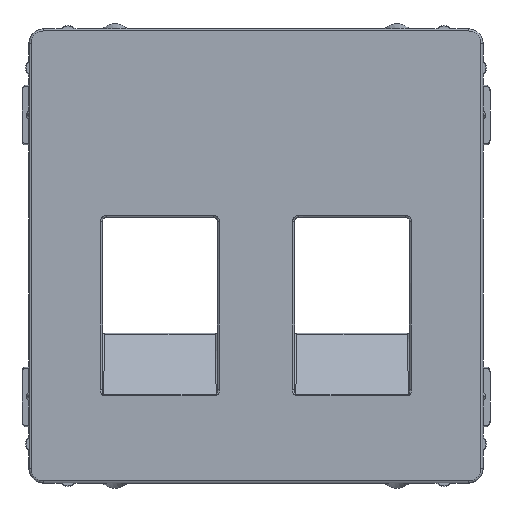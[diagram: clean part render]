
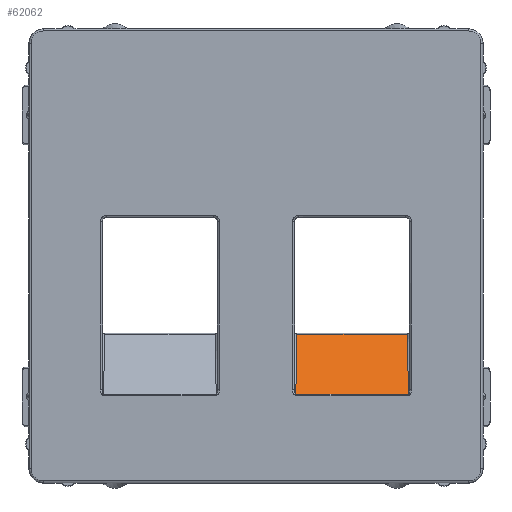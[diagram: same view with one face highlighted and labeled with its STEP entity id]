
A CAD part, top view. The second image highlights one B-rep face of the part: STEP entity #62062.
In plain terms, the highlighted planar face has unit normal (0, 0.559, 0.829).
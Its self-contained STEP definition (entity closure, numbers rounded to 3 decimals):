
#62049=AXIS2_PLACEMENT_3D('Plane Axis2P3D',#62046,#62047,#62048) ;
#52924=CARTESIAN_POINT('Vertex',(17.747,-9.162,6.509)) ;
#53027=CARTESIAN_POINT('Line Origine',(17.786,-12.462,8.735)) ;
#53031=CARTESIAN_POINT('Vertex',(17.83,-16.214,11.266)) ;
#53197=CARTESIAN_POINT('Vertex',(4.753,-9.162,6.509)) ;
#53234=CARTESIAN_POINT('Vertex',(4.67,-16.214,11.266)) ;
#53237=CARTESIAN_POINT('Line Origine',(4.714,-12.462,8.735)) ;
#61964=CARTESIAN_POINT('Line Origine',(11.134,-9.162,6.509)) ;
#62046=CARTESIAN_POINT('Axis2P3D Location',(0.,-16.265,11.3)) ;
#62051=CARTESIAN_POINT('Line Origine',(11.25,-16.214,11.266)) ;
#53028=DIRECTION('Vector Direction',(0.01,-0.829,0.559)) ;
#53238=DIRECTION('Vector Direction',(-0.01,-0.829,0.559)) ;
#61965=DIRECTION('Vector Direction',(1.,0.,0.)) ;
#62047=DIRECTION('Axis2P3D Direction',(0.,-0.559,-0.829)) ;
#62048=DIRECTION('Axis2P3D XDirection',(0.,0.829,-0.559)) ;
#62052=DIRECTION('Vector Direction',(1.,0.,0.)) ;
#53029=VECTOR('Line Direction',#53028,1.) ;
#53239=VECTOR('Line Direction',#53238,1.) ;
#61966=VECTOR('Line Direction',#61965,1.) ;
#62053=VECTOR('Line Direction',#62052,1.) ;
#62057=ORIENTED_EDGE('',*,*,#61968,.T.) ;
#62058=ORIENTED_EDGE('',*,*,#53241,.F.) ;
#62059=ORIENTED_EDGE('',*,*,#62055,.T.) ;
#62060=ORIENTED_EDGE('',*,*,#53033,.F.) ;
#62062=ADVANCED_FACE('PartBody',(#62061),#62050,.F.) ;
#53033=EDGE_CURVE('',#52925,#53032,#53030,.T.) ;
#53241=EDGE_CURVE('',#53235,#53198,#53240,.F.) ;
#61968=EDGE_CURVE('',#52925,#53198,#61967,.F.) ;
#62055=EDGE_CURVE('',#53235,#53032,#62054,.T.) ;
#62056=EDGE_LOOP('',(#62057,#62058,#62059,#62060)) ;
#62061=FACE_OUTER_BOUND('',#62056,.T.) ;
#53030=LINE('Line',#53027,#53029) ;
#53240=LINE('Line',#53237,#53239) ;
#61967=LINE('Line',#61964,#61966) ;
#62054=LINE('Line',#62051,#62053) ;
#62050=PLANE('',#62049) ;
#52925=VERTEX_POINT('',#52924) ;
#53032=VERTEX_POINT('',#53031) ;
#53198=VERTEX_POINT('',#53197) ;
#53235=VERTEX_POINT('',#53234) ;
